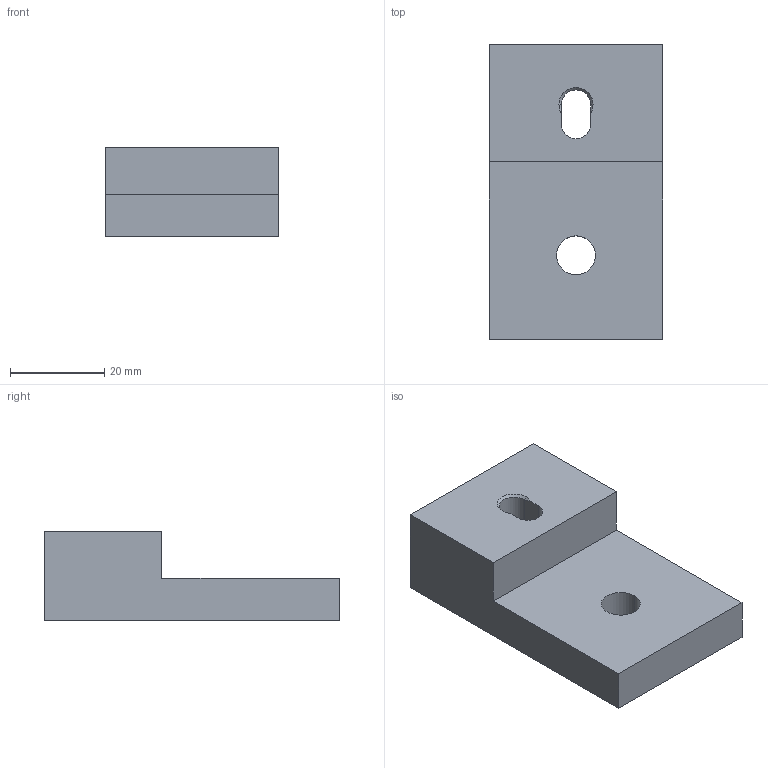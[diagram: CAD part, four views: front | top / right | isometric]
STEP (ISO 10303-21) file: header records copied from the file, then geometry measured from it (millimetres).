
FILE_DESCRIPTION (( 'STEP AP214' ), '1' );
FILE_NAME ('A674 Ïëàñòèíà ìåæäóñåðèéíàÿ 20-40.STEP', '2023-07-13T10:02:13', ( '' ), ( '' ), 'SwSTEP 2.0', 'SolidWorks 2022', '' );
FILE_SCHEMA (( 'AUTOMOTIVE_DESIGN' ));
Length unit declared in the file: millimetre
Products named in the file (1): A674 Пластина междусерийная 20-40
Bounding box: 37 x 62.85 x 19 mm (x, y, z)
Volume: 28609.9 mm3; surface area: 8218.1 mm2
Topology: 1 solids, 1 shells, 22 faces, 54 edges, 34 vertices
Faces by surface type: plane 10, cone 8, cylinder 4
Entity records: 704 total; most frequent: CARTESIAN_POINT 135, DIRECTION 112, ORIENTED_EDGE 108, EDGE_CURVE 54, AXIS2_PLACEMENT_3D 39, VECTOR 34, VERTEX_POINT 34, LINE 34
